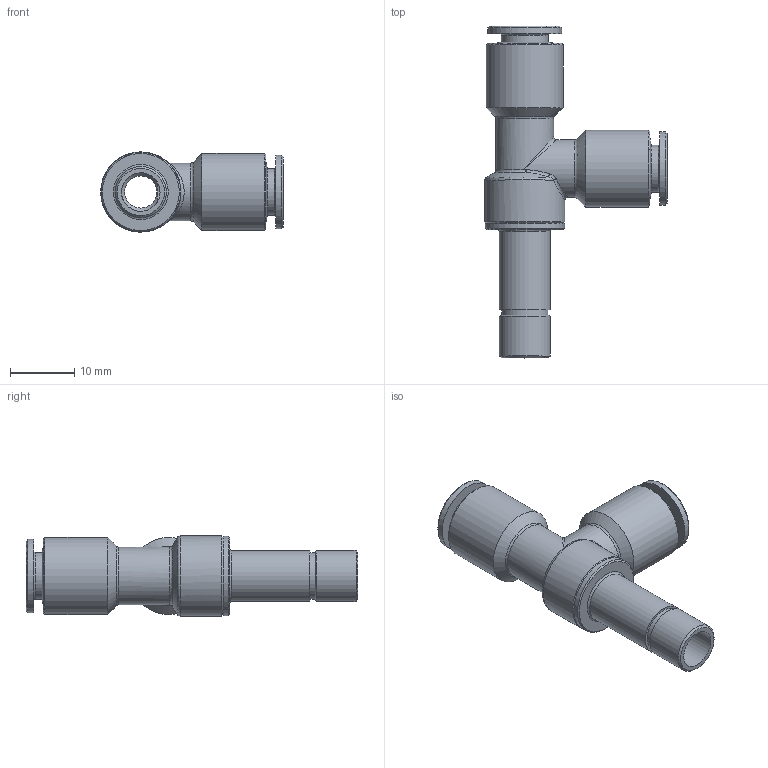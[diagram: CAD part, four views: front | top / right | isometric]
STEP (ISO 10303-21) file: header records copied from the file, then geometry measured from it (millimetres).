
FILE_DESCRIPTION( ( 'STEP AP214' ), '1' );
FILE_NAME( 'psolqas_15768_28.stp', '2020-12-01T17:15:14', ( 'License CC BY-ND 4.0' ), ( 'CADENAS' ), ' ', 'PARTsolutions', ' ' );
FILE_SCHEMA( ( 'AUTOMOTIVE_DESIGN { 1 0 10303 214 1 1 1 1 }' ) );
Length unit declared in the file: metre
Products named in the file (1): Taglia-Rivoluzione1
Bounding box: 28.45 x 51.7 x 12.49 mm (x, y, z)
Volume: 3714.2 mm3; surface area: 3998.5 mm2
Topology: 1 solids, 1 shells, 65 faces, 138 edges, 78 vertices
Faces by surface type: cylinder 20, cone 19, plane 10, bspline 8, torus 5, sphere 3
Full cylindrical faces by diameter (mm): 5 x2, 6 x1, 6.15 x2, 7.2 x1, 7.3 x2, 7.95 x2, 9 x2, 11.5 x2, 12 x2, 12.4 x1, 12.5 x1
Entity records: 2356 total; most frequent: CARTESIAN_POINT 738, DIRECTION 236, ORIENTED_EDGE 166, AXIS2_PLACEMENT_3D 118, EDGE_LOOP 113, FACE_OUTER_BOUND 84, EDGE_CURVE 83, VERTEX_POINT 68
